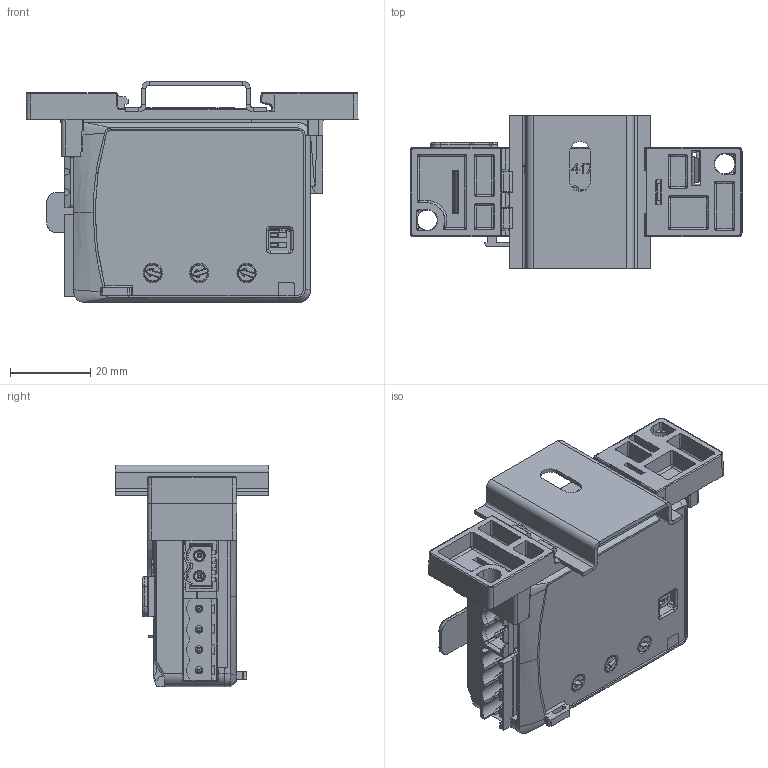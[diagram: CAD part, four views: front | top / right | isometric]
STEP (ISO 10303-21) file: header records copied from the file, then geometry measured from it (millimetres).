
FILE_DESCRIPTION((''),'2;1');
FILE_NAME('PROP-WRKS-1EGJ-DR-ASSY_ASM','2019-10-21T19:50:27',('sclark'),('Rockwell Automation'),'CREO PARAMETRIC BY PTC INC, 2017380','CREO PARAMETRIC BY PTC INC, 2017380','');
FILE_SCHEMA(('CONFIG_CONTROL_DESIGN'));
Products named in the file (16): 10002673048; 10003604735; 10002672133; CN_PN-424388; SW_PN-457977; CN_PN-200538; CN_PN-475289; 10002672427_ASM; 10003310205; 10003342715; 10003829215; 10003829216; PROP-WRKS-1EGJ-DR_ASM; 10002673054; 199-DR1-3; PROP-WRKS-1EGJ-DR-ASSY_ASM
Assembly tree (17 placements, depth 4):
  PROP-WRKS-1EGJ-DR-ASSY_ASM
    PROP-WRKS-1EGJ-DR_ASM
      10002673048
      10003604735
      10002672427_ASM
        10002672133
        CN_PN-424388
        SW_PN-457977
        CN_PN-200538
        CN_PN-475289
      10003310205
      10003342715  x3
      10003829215
      10003829216
    10002673054
    199-DR1-3
Bounding box: 82.61 x 38.1 x 55.15 mm (x, y, z)
Volume: 28033.6 mm3; surface area: 45272.9 mm2
Topology: 15 solids, 15 shells, 4129 faces, 11169 edges, 7162 vertices
Faces by surface type: plane 2956, cylinder 711, bspline 175, sphere 124, cone 87, torus 76
Entity records: 124864 total; most frequent: CARTESIAN_POINT 30086, ORIENTED_EDGE 20672, DIRECTION 17798, EDGE_CURVE 10336, VECTOR 8542, LINE 8542, VERTEX_POINT 6680, AXIS2_PLACEMENT_3D 4628
